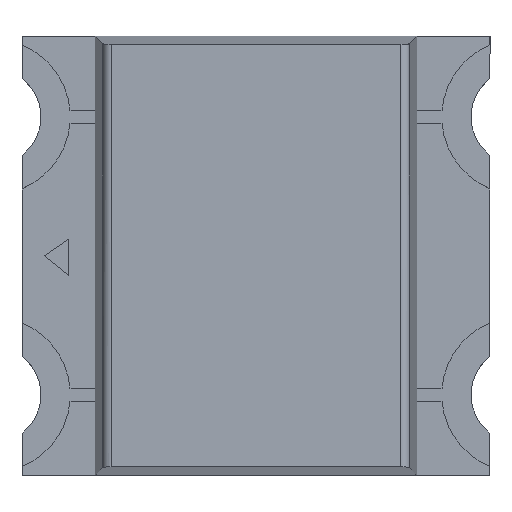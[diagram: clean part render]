
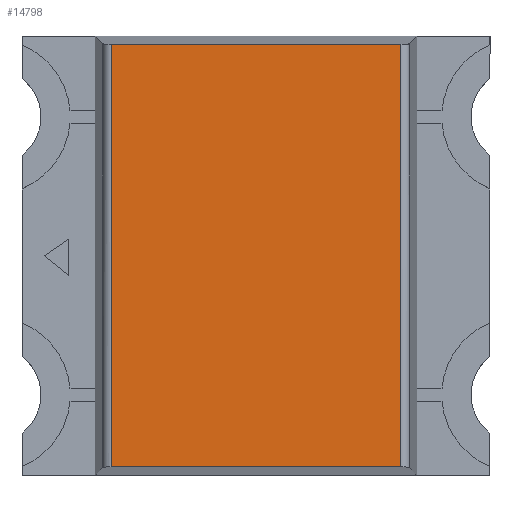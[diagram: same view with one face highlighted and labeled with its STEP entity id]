
A CAD part, top view. The second image highlights one B-rep face of the part: STEP entity #14798.
In plain terms, the highlighted planar face has unit normal (0, 0, 1).
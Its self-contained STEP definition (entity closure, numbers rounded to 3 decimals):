
#68 = CARTESIAN_POINT ( 'NONE',  ( -0.481, -0.735, 0.6 ) ) ;
#223 = ORIENTED_EDGE ( 'NONE', *, *, #3843, .T. ) ;
#665 = CARTESIAN_POINT ( 'NONE',  ( 0.013, -0.013, 0.6 ) ) ;
#824 = DIRECTION ( 'NONE',  ( 0., -1., 0. ) ) ;
#1678 = DIRECTION ( 'NONE',  ( 0., 1., 0. ) ) ;
#1838 = VERTEX_POINT ( 'NONE', #13507 ) ;
#2261 = LINE ( 'NONE', #7028, #11188 ) ;
#3264 = VERTEX_POINT ( 'NONE', #15014 ) ;
#3283 = DIRECTION ( 'NONE',  ( 1., 0., 0. ) ) ;
#3323 = VECTOR ( 'NONE', #1678, 1000. ) ;
#3369 = CARTESIAN_POINT ( 'NONE',  ( 0.508, -0.735, 0.6 ) ) ;
#3843 = EDGE_CURVE ( 'NONE', #1838, #3264, #2261, .T. ) ;
#3937 = CARTESIAN_POINT ( 'NONE',  ( -0.481, -0.735, 0.6 ) ) ;
#4196 = LINE ( 'NONE', #6608, #3323 ) ;
#4310 = PLANE ( 'NONE',  #14462 ) ;
#4354 = VERTEX_POINT ( 'NONE', #3369 ) ;
#4754 = VERTEX_POINT ( 'NONE', #68 ) ;
#5849 = DIRECTION ( 'NONE',  ( -1., 0., 0. ) ) ;
#6263 = DIRECTION ( 'NONE',  ( 0., -1., 0. ) ) ;
#6608 = CARTESIAN_POINT ( 'NONE',  ( 0.508, 0.709, 0.6 ) ) ;
#6861 = DIRECTION ( 'NONE',  ( 0., 0., 1. ) ) ;
#7028 = CARTESIAN_POINT ( 'NONE',  ( 0.563, 0.709, 0.6 ) ) ;
#8102 = ORIENTED_EDGE ( 'NONE', *, *, #8539, .T. ) ;
#8539 = EDGE_CURVE ( 'NONE', #4754, #4354, #12833, .T. ) ;
#9259 = CARTESIAN_POINT ( 'NONE',  ( 0.563, -0.735, 0.6 ) ) ;
#9999 = VECTOR ( 'NONE', #6263, 1000. ) ;
#11188 = VECTOR ( 'NONE', #5849, 1000. ) ;
#11576 = EDGE_CURVE ( 'NONE', #3264, #4754, #14658, .T. ) ;
#12723 = VECTOR ( 'NONE', #3283, 1000. ) ;
#12749 = ORIENTED_EDGE ( 'NONE', *, *, #11576, .T. ) ;
#12833 = LINE ( 'NONE', #9259, #12723 ) ;
#13476 = EDGE_LOOP ( 'NONE', ( #223, #12749, #8102, #13765 ) ) ;
#13507 = CARTESIAN_POINT ( 'NONE',  ( 0.508, 0.709, 0.6 ) ) ;
#13765 = ORIENTED_EDGE ( 'NONE', *, *, #13909, .T. ) ;
#13909 = EDGE_CURVE ( 'NONE', #4354, #1838, #4196, .T. ) ;
#14462 = AXIS2_PLACEMENT_3D ( 'NONE', #665, #6861, #824 ) ;
#14658 = LINE ( 'NONE', #3937, #9999 ) ;
#14798 = ADVANCED_FACE ( 'NONE', ( #15030 ), #4310, .T. ) ;
#15014 = CARTESIAN_POINT ( 'NONE',  ( -0.481, 0.709, 0.6 ) ) ;
#15030 = FACE_OUTER_BOUND ( 'NONE', #13476, .T. ) ;
